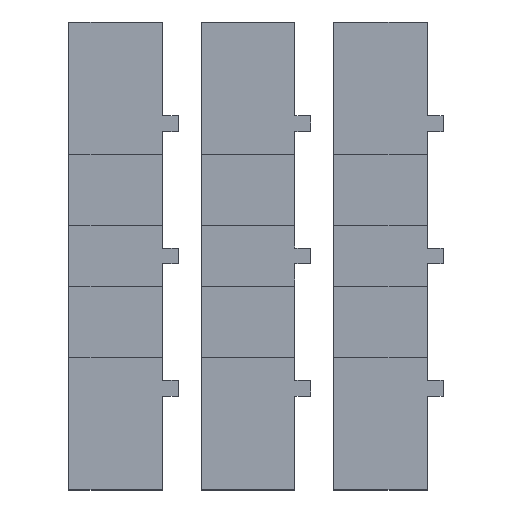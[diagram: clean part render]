
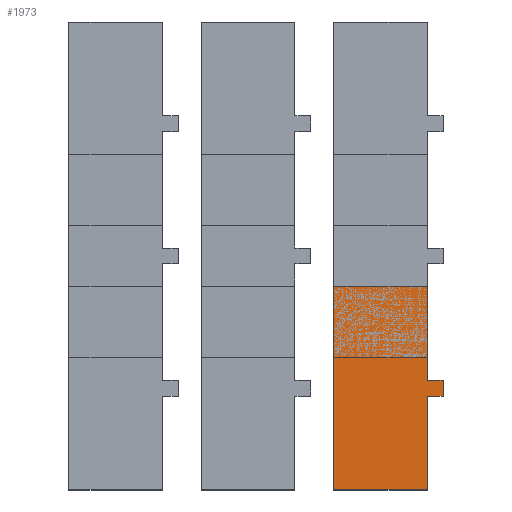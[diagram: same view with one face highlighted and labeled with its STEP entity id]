
A CAD part, top view. The second image highlights one B-rep face of the part: STEP entity #1973.
In plain terms, the highlighted planar face has unit normal (0, 0, 1).
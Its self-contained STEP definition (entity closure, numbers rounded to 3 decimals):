
#1716 = VERTEX_POINT('',#1717);
#1717 = CARTESIAN_POINT('',(20.,0.,4.));
#1723 = EDGE_CURVE('',#1716,#1724,#1726,.T.);
#1724 = VERTEX_POINT('',#1725);
#1725 = CARTESIAN_POINT('',(27.071,0.,4.));
#1726 = LINE('',#1727,#1728);
#1727 = CARTESIAN_POINT('',(20.,0.,4.));
#1728 = VECTOR('',#1729,1.);
#1729 = DIRECTION('',(1.,0.,0.));
#1754 = EDGE_CURVE('',#1724,#1755,#1757,.T.);
#1755 = VERTEX_POINT('',#1756);
#1756 = CARTESIAN_POINT('',(27.071,7.071,4.));
#1757 = LINE('',#1758,#1759);
#1758 = CARTESIAN_POINT('',(27.071,0.,4.));
#1759 = VECTOR('',#1760,1.);
#1760 = DIRECTION('',(0.,1.,0.));
#1785 = EDGE_CURVE('',#1755,#1786,#1788,.T.);
#1786 = VERTEX_POINT('',#1787);
#1787 = CARTESIAN_POINT('',(28.271,7.071,4.));
#1788 = LINE('',#1789,#1790);
#1789 = CARTESIAN_POINT('',(27.071,7.071,4.));
#1790 = VECTOR('',#1791,1.);
#1791 = DIRECTION('',(1.,0.,0.));
#1816 = EDGE_CURVE('',#1786,#1817,#1819,.T.);
#1817 = VERTEX_POINT('',#1818);
#1818 = CARTESIAN_POINT('',(28.271,8.271,4.));
#1819 = LINE('',#1820,#1821);
#1820 = CARTESIAN_POINT('',(28.271,7.071,4.));
#1821 = VECTOR('',#1822,1.);
#1822 = DIRECTION('',(0.,1.,0.));
#1847 = EDGE_CURVE('',#1817,#1848,#1850,.T.);
#1848 = VERTEX_POINT('',#1849);
#1849 = CARTESIAN_POINT('',(27.071,8.271,4.));
#1850 = LINE('',#1851,#1852);
#1851 = CARTESIAN_POINT('',(28.271,8.271,4.));
#1852 = VECTOR('',#1853,1.);
#1853 = DIRECTION('',(-1.,0.,0.));
#1878 = EDGE_CURVE('',#1848,#1879,#1881,.T.);
#1879 = VERTEX_POINT('',#1880);
#1880 = CARTESIAN_POINT('',(27.071,15.342,4.));
#1881 = LINE('',#1882,#1883);
#1882 = CARTESIAN_POINT('',(27.071,8.271,4.));
#1883 = VECTOR('',#1884,1.);
#1884 = DIRECTION('',(0.,1.,0.));
#1909 = EDGE_CURVE('',#1879,#1910,#1912,.T.);
#1910 = VERTEX_POINT('',#1911);
#1911 = CARTESIAN_POINT('',(20.,15.342,4.));
#1912 = LINE('',#1913,#1914);
#1913 = CARTESIAN_POINT('',(27.071,15.342,4.));
#1914 = VECTOR('',#1915,1.);
#1915 = DIRECTION('',(-1.,0.,0.));
#1940 = EDGE_CURVE('',#1910,#1716,#1941,.T.);
#1941 = LINE('',#1942,#1943);
#1942 = CARTESIAN_POINT('',(20.,15.342,4.));
#1943 = VECTOR('',#1944,1.);
#1944 = DIRECTION('',(0.,-1.,0.));
#1973 = ADVANCED_FACE('',(#1974),#1984,.T.);
#1974 = FACE_BOUND('',#1975,.T.);
#1975 = EDGE_LOOP('',(#1976,#1977,#1978,#1979,#1980,#1981,#1982,#1983));
#1976 = ORIENTED_EDGE('',*,*,#1723,.T.);
#1977 = ORIENTED_EDGE('',*,*,#1754,.T.);
#1978 = ORIENTED_EDGE('',*,*,#1785,.T.);
#1979 = ORIENTED_EDGE('',*,*,#1816,.T.);
#1980 = ORIENTED_EDGE('',*,*,#1847,.T.);
#1981 = ORIENTED_EDGE('',*,*,#1878,.T.);
#1982 = ORIENTED_EDGE('',*,*,#1909,.T.);
#1983 = ORIENTED_EDGE('',*,*,#1940,.T.);
#1984 = PLANE('',#1985);
#1985 = AXIS2_PLACEMENT_3D('',#1986,#1987,#1988);
#1986 = CARTESIAN_POINT('',(23.776,7.671,4.));
#1987 = DIRECTION('',(0.,0.,1.));
#1988 = DIRECTION('',(1.,0.,0.));
